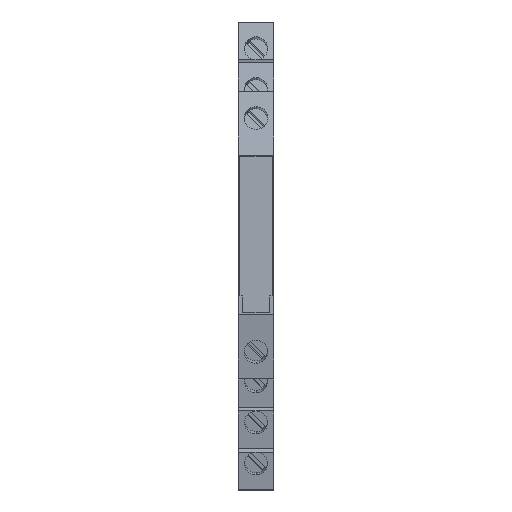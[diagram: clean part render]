
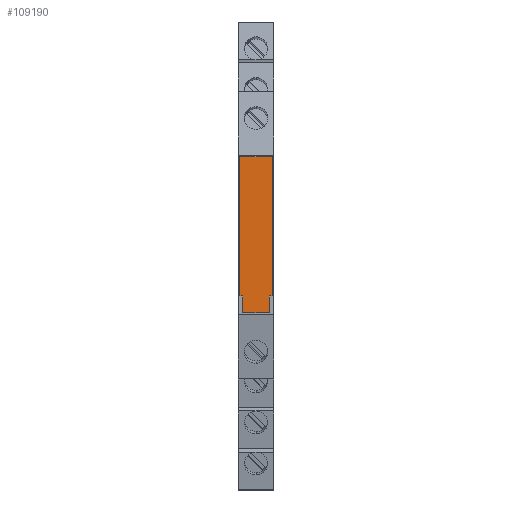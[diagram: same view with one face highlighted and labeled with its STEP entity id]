
A CAD part, top view. The second image highlights one B-rep face of the part: STEP entity #109190.
In plain terms, the highlighted face is planar.
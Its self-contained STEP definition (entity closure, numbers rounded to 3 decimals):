
#108480=CARTESIAN_POINT('',(-7.3,98.5,-3.85));
#108490=DIRECTION('',(0.,1.,0.));
#108500=DIRECTION('',(1.,0.,0.));
#108510=AXIS2_PLACEMENT_3D('',#108480,#108490,#108500);
#108520=PLANE('',#108510);
#108530=CARTESIAN_POINT('',(-19.2,98.5,13.6));
#108540=DIRECTION('',(0.,0.,-1.));
#108550=VECTOR('',#108540,1.);
#108560=LINE('',#108530,#108550);
#108570=CARTESIAN_POINT('',(-19.2,98.5,
-1.1));
#108580=VERTEX_POINT('',#108570);
#108590=CARTESIAN_POINT('',(-19.2,98.5,-6.6));
#108600=VERTEX_POINT('',#108590);
#108610=EDGE_CURVE('',#108580,#108600,#108560,.T.);
#108620=ORIENTED_EDGE('',*,*,#108610,.F.);
#108630=CARTESIAN_POINT('',(-8.05,98.5,-6.6));
#108640=DIRECTION('',(-1.,0.,0.));
#108650=VECTOR('',#108640,1.);
#108660=LINE('',#108630,#108650);
#108670=CARTESIAN_POINT('',(4.6,98.5,-6.6));
#108680=VERTEX_POINT('',#108670);
#108690=EDGE_CURVE('',#108680,#108600,#108660,.T.);
#108700=ORIENTED_EDGE('',*,*,#108690,.T.);
#108710=CARTESIAN_POINT('',(4.6,98.5,13.6));
#108720=DIRECTION('',(0.,0.,-1.));
#108730=VECTOR('',#108720,1.);
#108740=LINE('',#108710,#108730);
#108750=CARTESIAN_POINT('',(4.6,98.5,
-6.1));
#108760=VERTEX_POINT('',#108750);
#108770=EDGE_CURVE('',#108760,#108680,#108740,.T.);
#108780=ORIENTED_EDGE('',*,*,#108770,.T.);
#108790=CARTESIAN_POINT('',(-8.05,98.5,
-6.1));
#108800=DIRECTION('',(1.,0.,0.));
#108810=VECTOR('',#108800,1.);
#108820=LINE('',#108790,#108810);
#108830=CARTESIAN_POINT('',(7.5,98.5,
-6.1));
#108840=VERTEX_POINT('',#108830);
#108850=EDGE_CURVE('',#108760,#108840,#108820,.T.);
#108860=ORIENTED_EDGE('',*,*,#108850,.F.);
#108870=CARTESIAN_POINT('',(7.5,98.5,13.6));
#108880=DIRECTION('',(0.,0.,1.));
#108890=VECTOR('',#108880,1.);
#108900=LINE('',#108870,#108890);
#108910=CARTESIAN_POINT('',(7.5,98.5,
-1.6));
#108920=VERTEX_POINT('',#108910);
#108930=EDGE_CURVE('',#108840,#108920,#108900,.T.);
#108940=ORIENTED_EDGE('',*,*,#108930,.F.);
#108950=CARTESIAN_POINT('',(0.,98.5,
-1.6));
#108960=DIRECTION('',(-1.,0.,0.));
#108970=VECTOR('',#108960,1.);
#108980=LINE('',#108950,#108970);
#108990=CARTESIAN_POINT('',(4.6,98.5,
-1.6));
#109000=VERTEX_POINT('',#108990);
#109010=EDGE_CURVE('',#108920,#109000,#108980,.T.);
#109020=ORIENTED_EDGE('',*,*,#109010,.F.);
#109030=CARTESIAN_POINT('',(4.6,98.5,
0.));
#109040=DIRECTION('',(0.,0.,1.));
#109050=VECTOR('',#109040,1.);
#109060=LINE('',#109030,#109050);
#109070=CARTESIAN_POINT('',(4.6,98.5,
-1.1));
#109080=VERTEX_POINT('',#109070);
#109090=EDGE_CURVE('',#109000,#109080,#109060,.T.);
#109100=ORIENTED_EDGE('',*,*,#109090,.F.);
#109110=CARTESIAN_POINT('',(0.,98.5,
-1.1));
#109120=DIRECTION('',(1.,0.,0.));
#109130=VECTOR('',#109120,1.);
#109140=LINE('',#109110,#109130);
#109150=EDGE_CURVE('',#108580,#109080,#109140,.T.);
#109160=ORIENTED_EDGE('',*,*,#109150,.T.);
#109170=EDGE_LOOP('',(#109160,#109100,#109020,#108940,#108860,#108780,
#108700,#108620));
#109180=FACE_OUTER_BOUND('',#109170,.T.);
#109190=ADVANCED_FACE('',(#109180),#108520,.T.);
